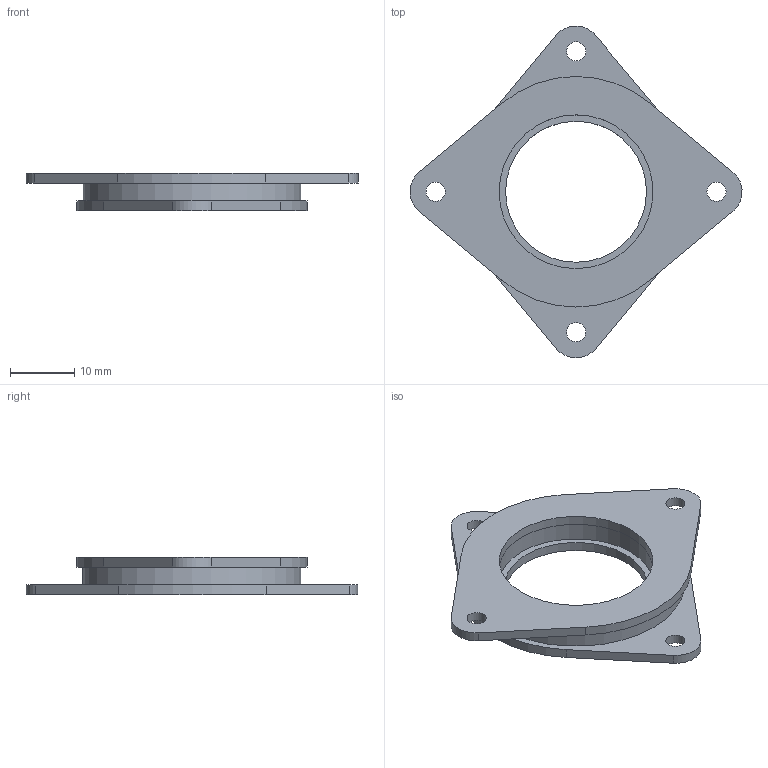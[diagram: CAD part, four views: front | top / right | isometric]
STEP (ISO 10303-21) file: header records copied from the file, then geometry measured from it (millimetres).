
FILE_DESCRIPTION(('FreeCAD Model'),'2;1');
FILE_NAME('nema17_damper.step', '2016-11-18T10:56:09',('Author'),(''), 'Open CASCADE STEP processor 6.8','FreeCAD','Unknown');
FILE_SCHEMA(('AUTOMOTIVE_DESIGN_CC2 { 1 2 10303 214 -1 1 5 4 }'));
Length unit declared in the file: millimetre
Products named in the file (2): ASSEMBLY; Pad002
Assembly tree (1 placements, depth 2):
  ASSEMBLY
    Pad002
Bounding box: 51.83 x 51.78 x 5.8 mm (x, y, z)
Volume: 3640.3 mm3; surface area: 3419.6 mm2
Topology: 1 solids, 1 shells, 29 faces, 71 edges, 47 vertices
Faces by surface type: cylinder 16, plane 13
Full cylindrical faces by diameter (mm): 3 x4, 22 x1, 24 x2, 34 x1
Entity records: 1940 total; most frequent: CARTESIAN_POINT 471, DIRECTION 276, LINE 152, VECTOR 152, ORIENTED_EDGE 142, PCURVE 142, DEFINITIONAL_REPRESENTATION 142, EDGE_CURVE 71
